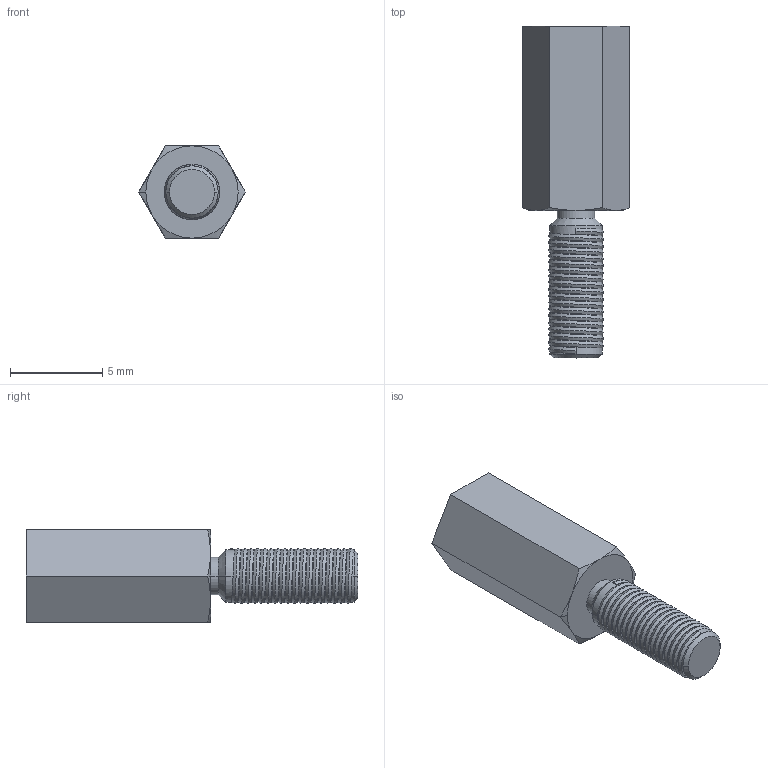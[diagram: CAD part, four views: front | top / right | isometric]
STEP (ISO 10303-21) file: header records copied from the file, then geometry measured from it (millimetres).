
FILE_DESCRIPTION (( 'STEP AP214' ), '1' );
FILE_NAME ('24337.STEP', '2007-12-11T19:32:20', ( 'Richard Maletta' ), ( '' ), 'SwSTEP 2.0', 'SolidWorks 2007', '' );
FILE_SCHEMA (( 'AUTOMOTIVE_DESIGN' ));
Length unit declared in the file: millimetre
Products named in the file (1): 24337
Bounding box: 5.77 x 18 x 5 mm (x, y, z)
Volume: 218.6 mm3; surface area: 377.4 mm2
Topology: 1 solids, 1 shells, 113 faces, 312 edges, 203 vertices
Faces by surface type: cylinder 82, plane 14, cone 13, bspline 4
Entity records: 6758 total; most frequent: CARTESIAN_POINT 4361, ORIENTED_EDGE 624, DIRECTION 381, EDGE_CURVE 312, VERTEX_POINT 203, AXIS2_PLACEMENT_3D 133, EDGE_LOOP 115, VECTOR 115
